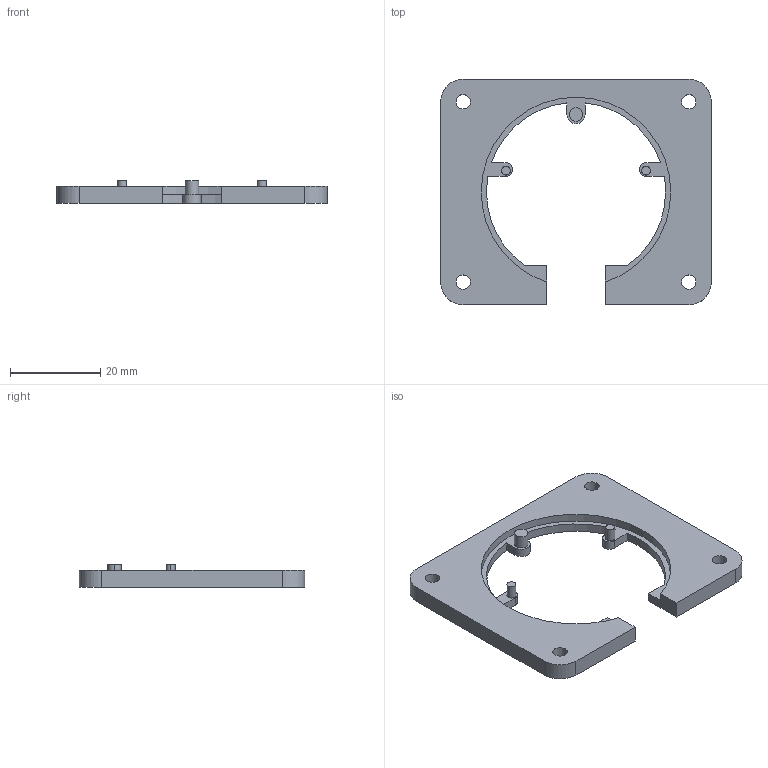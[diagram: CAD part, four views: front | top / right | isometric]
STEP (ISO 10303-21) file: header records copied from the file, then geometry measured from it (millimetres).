
FILE_DESCRIPTION (( 'STEP AP214' ), '1' );
FILE_NAME ('Camera Box Bottom.STEP', '2021-07-28T14:14:39', ( '' ), ( '' ), 'SwSTEP 2.0', 'SolidWorks 2019', '' );
FILE_SCHEMA (( 'AUTOMOTIVE_DESIGN' ));
Length unit declared in the file: millimetre
Products named in the file (1): Camera Box Bottom
Bounding box: 60 x 50 x 5 mm (x, y, z)
Volume: 6141.4 mm3; surface area: 4903.8 mm2
Topology: 1 solids, 1 shells, 52 faces, 141 edges, 94 vertices
Faces by surface type: cylinder 31, plane 21
Entity records: 2289 total; most frequent: DIRECTION 309, CARTESIAN_POINT 288, ORIENTED_EDGE 282, EDGE_CURVE 141, AXIS2_PLACEMENT_3D 115, VERTEX_POINT 94, LINE 79, VECTOR 79
